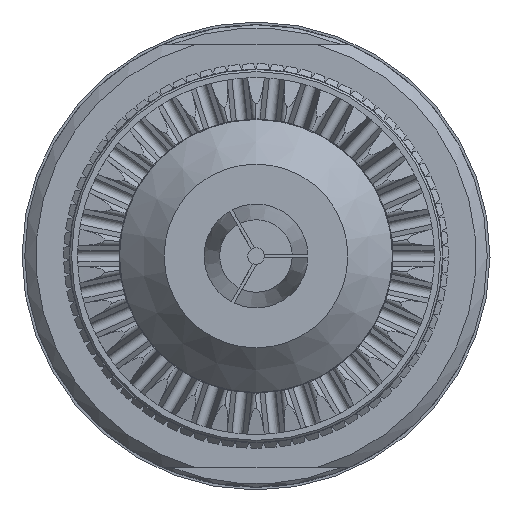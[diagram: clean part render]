
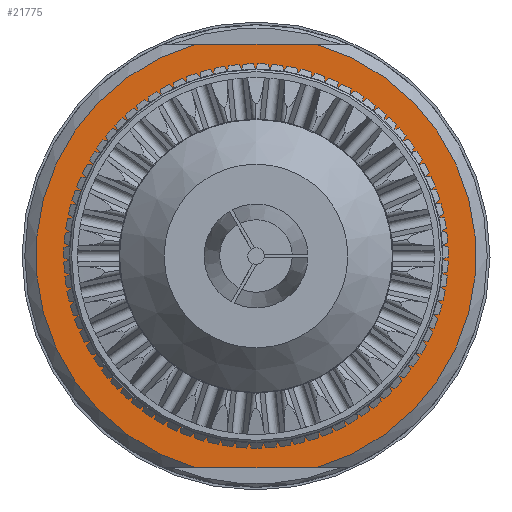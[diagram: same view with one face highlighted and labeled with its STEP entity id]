
A CAD part, left-side view. The second image highlights one B-rep face of the part: STEP entity #21775.
In plain terms, the highlighted planar face has unit normal (-1, 0, 0).
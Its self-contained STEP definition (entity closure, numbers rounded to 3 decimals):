
#756=LINE('',#32364,#2077);
#760=LINE('',#32380,#2081);
#2077=VECTOR('',#25961,10.);
#2081=VECTOR('',#25969,10.);
#5644=FACE_BOUND('',#7124,.T.);
#5757=FACE_OUTER_BOUND('',#7123,.T.);
#7123=EDGE_LOOP('',(#15046,#15047,#15048,#15049));
#7124=EDGE_LOOP('',(#15050,#15051));
#8435=CIRCLE('',#23192,19.75);
#8436=CIRCLE('',#23194,8.);
#8437=CIRCLE('',#23195,8.);
#8438=CIRCLE('',#23197,19.75);
#9536=VERTEX_POINT('',#32359);
#9537=VERTEX_POINT('',#32363);
#9540=VERTEX_POINT('',#32375);
#9541=VERTEX_POINT('',#32379);
#9542=VERTEX_POINT('',#32389);
#9543=VERTEX_POINT('',#32391);
#11533=EDGE_CURVE('',#9537,#9536,#756,.T.);
#11539=EDGE_CURVE('',#9541,#9540,#760,.T.);
#11542=EDGE_CURVE('',#9537,#9540,#8435,.T.);
#11544=EDGE_CURVE('',#9543,#9542,#8436,.T.);
#11545=EDGE_CURVE('',#9542,#9543,#8437,.T.);
#11546=EDGE_CURVE('',#9541,#9536,#8438,.T.);
#15046=ORIENTED_EDGE('',*,*,#11533,.T.);
#15047=ORIENTED_EDGE('',*,*,#11546,.F.);
#15048=ORIENTED_EDGE('',*,*,#11539,.T.);
#15049=ORIENTED_EDGE('',*,*,#11542,.F.);
#15050=ORIENTED_EDGE('',*,*,#11544,.T.);
#15051=ORIENTED_EDGE('',*,*,#11545,.T.);
#21071=PLANE('',#23196);
#21775=ADVANCED_FACE('',(#5757,#5644),#21071,.T.);
#23192=AXIS2_PLACEMENT_3D('',#32387,#25976,#25977);
#23194=AXIS2_PLACEMENT_3D('',#32392,#25981,#25982);
#23195=AXIS2_PLACEMENT_3D('',#32393,#25983,#25984);
#23196=AXIS2_PLACEMENT_3D('',#32394,#25985,#25986);
#23197=AXIS2_PLACEMENT_3D('',#32395,#25987,#25988);
#25961=DIRECTION('',(0.,1.,0.));
#25969=DIRECTION('',(0.,-1.,0.));
#25976=DIRECTION('center_axis',(1.,0.,0.));
#25977=DIRECTION('ref_axis',(0.,-1.,0.));
#25981=DIRECTION('center_axis',(1.,0.,0.));
#25982=DIRECTION('ref_axis',(0.,-1.,0.));
#25983=DIRECTION('center_axis',(1.,0.,0.));
#25984=DIRECTION('ref_axis',(0.,-1.,0.));
#25985=DIRECTION('center_axis',(-1.,0.,0.));
#25986=DIRECTION('ref_axis',(0.,0.,
-1.));
#25987=DIRECTION('center_axis',(1.,0.,0.));
#25988=DIRECTION('ref_axis',(0.,-1.,0.));
#32359=CARTESIAN_POINT('',(-117.7,5.391,19.));
#32363=CARTESIAN_POINT('',(-117.7,-5.391,19.));
#32364=CARTESIAN_POINT('',(-117.7,-1.392,19.));
#32375=CARTESIAN_POINT('',(-117.7,-5.391,-19.));
#32379=CARTESIAN_POINT('',(-117.7,5.391,-19.));
#32380=CARTESIAN_POINT('',(-117.7,-12.483,-19.));
#32387=CARTESIAN_POINT('Origin',(-117.7,0.,0.));
#32389=CARTESIAN_POINT('',(-117.7,8.,0.));
#32391=CARTESIAN_POINT('',(-117.7,-8.,0.));
#32392=CARTESIAN_POINT('Origin',(-117.7,0.,0.));
#32393=CARTESIAN_POINT('Origin',(-117.7,0.,0.));
#32394=CARTESIAN_POINT('Origin',(-117.7,-13.875,0.));
#32395=CARTESIAN_POINT('Origin',(-117.7,0.,0.));
